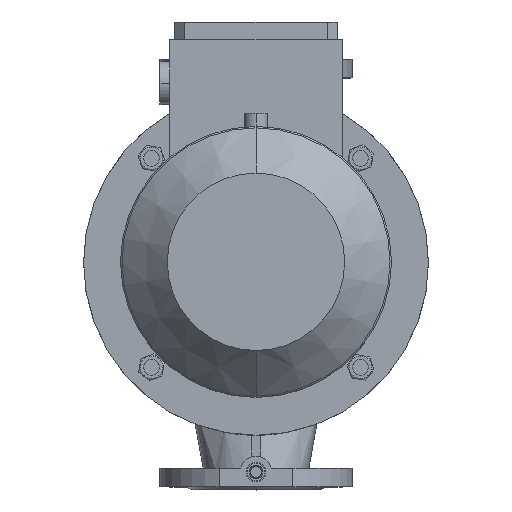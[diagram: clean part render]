
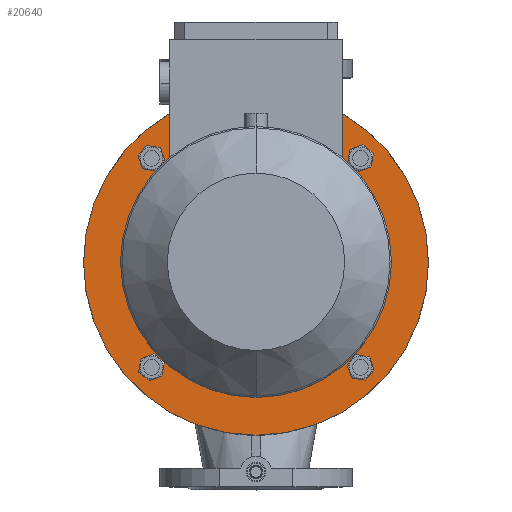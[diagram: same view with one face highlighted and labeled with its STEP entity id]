
A CAD part, top view. The second image highlights one B-rep face of the part: STEP entity #20640.
In plain terms, the highlighted planar face has unit normal (0, 0, 1).
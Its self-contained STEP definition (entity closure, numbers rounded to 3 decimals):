
#398 = CIRCLE ( 'NONE', #9889, 175. ) ;
#719 = EDGE_CURVE ( 'NONE', #24884, #15515, #4863, .T. ) ;
#801 = CARTESIAN_POINT ( 'NONE',  ( -106.066, 106.066, 218. ) ) ;
#1147 = CARTESIAN_POINT ( 'NONE',  ( -117.293, 108.046, 218. ) ) ;
#1642 = ORIENTED_EDGE ( 'NONE', *, *, #24674, .T. ) ;
#1703 = AXIS2_PLACEMENT_3D ( 'NONE', #23848, #26568, #23962 ) ;
#1748 = AXIS2_PLACEMENT_3D ( 'NONE', #2637, #18943, #29911 ) ;
#1949 = CARTESIAN_POINT ( 'NONE',  ( 0., 0., 218. ) ) ;
#2491 = CARTESIAN_POINT ( 'NONE',  ( 106.066, -106.066, 218. ) ) ;
#2637 = CARTESIAN_POINT ( 'NONE',  ( 0., 0., 218. ) ) ;
#2782 = ORIENTED_EDGE ( 'NONE', *, *, #17611, .F. ) ;
#2858 = AXIS2_PLACEMENT_3D ( 'NONE', #35071, #5612, #26792 ) ;
#2925 = EDGE_CURVE ( 'NONE', #32522, #19129, #21222, .T. ) ;
#3045 = EDGE_CURVE ( 'NONE', #19129, #32522, #24190, .T. ) ;
#3413 = DIRECTION ( 'NONE',  ( 0., 1., 0. ) ) ;
#3443 = CARTESIAN_POINT ( 'NONE',  ( 0., 130., 218. ) ) ;
#3528 = DIRECTION ( 'NONE',  ( 0., 0., -1. ) ) ;
#3633 = AXIS2_PLACEMENT_3D ( 'NONE', #13884, #33126, #19291 ) ;
#4000 = AXIS2_PLACEMENT_3D ( 'NONE', #32880, #22219, #22576 ) ;
#4062 = DIRECTION ( 'NONE',  ( 0., -1., 0. ) ) ;
#4478 = EDGE_CURVE ( 'NONE', #31904, #10088, #398, .T. ) ;
#4521 = EDGE_CURVE ( 'NONE', #16668, #12243, #5885, .T. ) ;
#4863 = CIRCLE ( 'NONE', #5937, 130. ) ;
#4951 = CARTESIAN_POINT ( 'NONE',  ( 0., 175., 218. ) ) ;
#5320 = ORIENTED_EDGE ( 'NONE', *, *, #4521, .F. ) ;
#5612 = DIRECTION ( 'NONE',  ( 0., 0., 1. ) ) ;
#5885 = CIRCLE ( 'NONE', #26650, 11.4 ) ;
#5937 = AXIS2_PLACEMENT_3D ( 'NONE', #9076, #3528, #3413 ) ;
#6400 = EDGE_CURVE ( 'NONE', #34241, #8774, #31250, .T. ) ;
#6648 = DIRECTION ( 'NONE',  ( 0., -1., 0. ) ) ;
#7486 = CIRCLE ( 'NONE', #1703, 175. ) ;
#7768 = EDGE_LOOP ( 'NONE', ( #16550, #8174 ) ) ;
#7936 = DIRECTION ( 'NONE',  ( 0., -1., 0. ) ) ;
#8174 = ORIENTED_EDGE ( 'NONE', *, *, #13280, .F. ) ;
#8774 = VERTEX_POINT ( 'NONE', #21413 ) ;
#9076 = CARTESIAN_POINT ( 'NONE',  ( 0., 0., 218. ) ) ;
#9755 = EDGE_LOOP ( 'NONE', ( #33402, #1642 ) ) ;
#9889 = AXIS2_PLACEMENT_3D ( 'NONE', #1949, #10464, #23787 ) ;
#9948 = FACE_BOUND ( 'NONE', #17654, .T. ) ;
#10088 = VERTEX_POINT ( 'NONE', #12031 ) ;
#10322 = AXIS2_PLACEMENT_3D ( 'NONE', #10707, #26988, #7936 ) ;
#10464 = DIRECTION ( 'NONE',  ( 0., 0., -1. ) ) ;
#10611 = CARTESIAN_POINT ( 'NONE',  ( -104.086, -94.839, 218. ) ) ;
#10630 = AXIS2_PLACEMENT_3D ( 'NONE', #2491, #13629, #34881 ) ;
#10707 = CARTESIAN_POINT ( 'NONE',  ( -106.066, -106.066, 218. ) ) ;
#12031 = CARTESIAN_POINT ( 'NONE',  ( 0., -175., 218. ) ) ;
#12243 = VERTEX_POINT ( 'NONE', #32723 ) ;
#12365 = AXIS2_PLACEMENT_3D ( 'NONE', #33969, #20381, #6648 ) ;
#12917 = ORIENTED_EDGE ( 'NONE', *, *, #6400, .F. ) ;
#12943 = FACE_OUTER_BOUND ( 'NONE', #7768, .T. ) ;
#13280 = EDGE_CURVE ( 'NONE', #10088, #31904, #7486, .T. ) ;
#13629 = DIRECTION ( 'NONE',  ( 0., 0., 1. ) ) ;
#13809 = ORIENTED_EDGE ( 'NONE', *, *, #3045, .F. ) ;
#13884 = CARTESIAN_POINT ( 'NONE',  ( 106.066, 106.066, 218. ) ) ;
#14171 = FACE_BOUND ( 'NONE', #18816, .T. ) ;
#14622 = CARTESIAN_POINT ( 'NONE',  ( -106.066, -106.066, 218. ) ) ;
#15000 = FACE_BOUND ( 'NONE', #16933, .T. ) ;
#15047 = CIRCLE ( 'NONE', #1748, 130. ) ;
#15155 = CIRCLE ( 'NONE', #34891, 11.4 ) ;
#15515 = VERTEX_POINT ( 'NONE', #20686 ) ;
#15897 = CIRCLE ( 'NONE', #4000, 11.4 ) ;
#16176 = VERTEX_POINT ( 'NONE', #24051 ) ;
#16296 = FACE_BOUND ( 'NONE', #22508, .T. ) ;
#16550 = ORIENTED_EDGE ( 'NONE', *, *, #4478, .F. ) ;
#16668 = VERTEX_POINT ( 'NONE', #35010 ) ;
#16919 = CIRCLE ( 'NONE', #3633, 11.4 ) ;
#16933 = EDGE_LOOP ( 'NONE', ( #18624, #13809 ) ) ;
#17323 = DIRECTION ( 'NONE',  ( 0., 0., 1. ) ) ;
#17528 = CARTESIAN_POINT ( 'NONE',  ( -108.046, -117.293, 218. ) ) ;
#17611 = EDGE_CURVE ( 'NONE', #16176, #18400, #15155, .T. ) ;
#17654 = EDGE_LOOP ( 'NONE', ( #30267, #12917 ) ) ;
#18269 = DIRECTION ( 'NONE',  ( 0., 0., 1. ) ) ;
#18400 = VERTEX_POINT ( 'NONE', #1147 ) ;
#18624 = ORIENTED_EDGE ( 'NONE', *, *, #2925, .F. ) ;
#18816 = EDGE_LOOP ( 'NONE', ( #2782, #30076 ) ) ;
#18943 = DIRECTION ( 'NONE',  ( 0., 0., -1. ) ) ;
#19129 = VERTEX_POINT ( 'NONE', #17528 ) ;
#19291 = DIRECTION ( 'NONE',  ( 0., -1., 0. ) ) ;
#19457 = CIRCLE ( 'NONE', #2858, 11.4 ) ;
#19709 = DIRECTION ( 'NONE',  ( 0., -1., 0. ) ) ;
#20381 = DIRECTION ( 'NONE',  ( 0., 0., 1. ) ) ;
#20640 = ADVANCED_FACE ( 'NONE', ( #15000, #9948, #16296, #14171, #31076, #12943 ), #25693, .T. ) ;
#20686 = CARTESIAN_POINT ( 'NONE',  ( 0., -130., 218. ) ) ;
#21222 = CIRCLE ( 'NONE', #32706, 11.4 ) ;
#21413 = CARTESIAN_POINT ( 'NONE',  ( 94.839, -104.086, 218. ) ) ;
#22219 = DIRECTION ( 'NONE',  ( 0., 0., 1. ) ) ;
#22508 = EDGE_LOOP ( 'NONE', ( #31509, #5320 ) ) ;
#22576 = DIRECTION ( 'NONE',  ( 0., -1., 0. ) ) ;
#23787 = DIRECTION ( 'NONE',  ( 0., 1., 0. ) ) ;
#23848 = CARTESIAN_POINT ( 'NONE',  ( 0., 0., 218. ) ) ;
#23962 = DIRECTION ( 'NONE',  ( 0., 1., 0. ) ) ;
#24051 = CARTESIAN_POINT ( 'NONE',  ( -94.839, 104.086, 218. ) ) ;
#24157 = EDGE_CURVE ( 'NONE', #8774, #34241, #19457, .T. ) ;
#24190 = CIRCLE ( 'NONE', #10322, 11.4 ) ;
#24674 = EDGE_CURVE ( 'NONE', #15515, #24884, #15047, .T. ) ;
#24876 = EDGE_CURVE ( 'NONE', #18400, #16176, #15897, .T. ) ;
#24884 = VERTEX_POINT ( 'NONE', #3443 ) ;
#25693 = PLANE ( 'NONE',  #12365 ) ;
#26510 = DIRECTION ( 'NONE',  ( 0., -1., 0. ) ) ;
#26568 = DIRECTION ( 'NONE',  ( 0., 0., -1. ) ) ;
#26650 = AXIS2_PLACEMENT_3D ( 'NONE', #32066, #18269, #26510 ) ;
#26792 = DIRECTION ( 'NONE',  ( 0., -1., 0. ) ) ;
#26988 = DIRECTION ( 'NONE',  ( 0., 0., 1. ) ) ;
#28815 = EDGE_CURVE ( 'NONE', #12243, #16668, #16919, .T. ) ;
#29911 = DIRECTION ( 'NONE',  ( 0., 1., 0. ) ) ;
#30076 = ORIENTED_EDGE ( 'NONE', *, *, #24876, .F. ) ;
#30267 = ORIENTED_EDGE ( 'NONE', *, *, #24157, .F. ) ;
#30469 = DIRECTION ( 'NONE',  ( 0., 0., 1. ) ) ;
#31076 = FACE_BOUND ( 'NONE', #9755, .T. ) ;
#31250 = CIRCLE ( 'NONE', #10630, 11.4 ) ;
#31509 = ORIENTED_EDGE ( 'NONE', *, *, #28815, .F. ) ;
#31904 = VERTEX_POINT ( 'NONE', #4951 ) ;
#32066 = CARTESIAN_POINT ( 'NONE',  ( 106.066, 106.066, 218. ) ) ;
#32522 = VERTEX_POINT ( 'NONE', #10611 ) ;
#32706 = AXIS2_PLACEMENT_3D ( 'NONE', #14622, #17323, #4062 ) ;
#32723 = CARTESIAN_POINT ( 'NONE',  ( 104.086, 94.839, 218. ) ) ;
#32880 = CARTESIAN_POINT ( 'NONE',  ( -106.066, 106.066, 218. ) ) ;
#33126 = DIRECTION ( 'NONE',  ( 0., 0., 1. ) ) ;
#33321 = CARTESIAN_POINT ( 'NONE',  ( 117.293, -108.046, 218. ) ) ;
#33402 = ORIENTED_EDGE ( 'NONE', *, *, #719, .T. ) ;
#33969 = CARTESIAN_POINT ( 'NONE',  ( 0., 175., 218. ) ) ;
#34241 = VERTEX_POINT ( 'NONE', #33321 ) ;
#34881 = DIRECTION ( 'NONE',  ( 0., -1., 0. ) ) ;
#34891 = AXIS2_PLACEMENT_3D ( 'NONE', #801, #30469, #19709 ) ;
#35010 = CARTESIAN_POINT ( 'NONE',  ( 108.046, 117.293, 218. ) ) ;
#35071 = CARTESIAN_POINT ( 'NONE',  ( 106.066, -106.066, 218. ) ) ;
